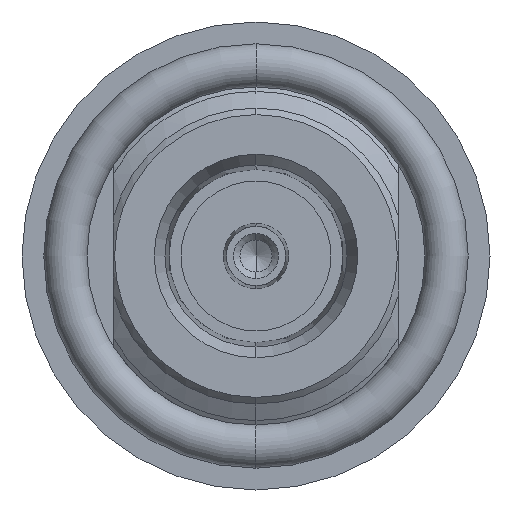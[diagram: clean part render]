
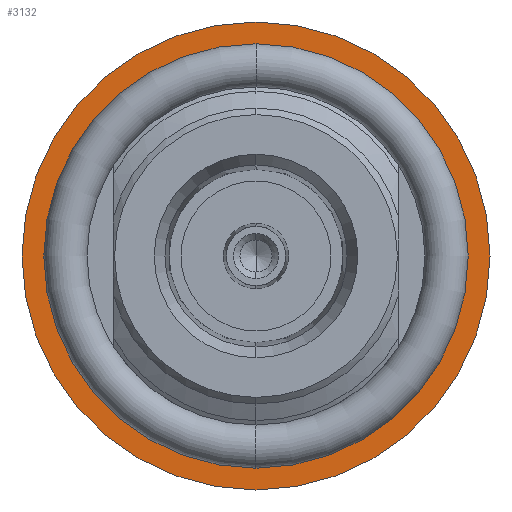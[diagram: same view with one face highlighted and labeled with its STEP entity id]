
A CAD part, left-side view. The second image highlights one B-rep face of the part: STEP entity #3132.
In plain terms, the highlighted planar face has unit normal (-1, 0, 0).
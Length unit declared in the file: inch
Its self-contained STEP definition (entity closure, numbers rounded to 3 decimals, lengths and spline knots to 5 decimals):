
#232 = CIRCLE ( 'NONE', #1699, 0.39 ) ;
#239 = CIRCLE ( 'NONE', #1701, 0.43 ) ;
#407 = CIRCLE ( 'NONE', #1788, 0.43 ) ;
#408 = CIRCLE ( 'NONE', #1790, 0.39 ) ;
#530 = CARTESIAN_POINT ( 'NONE',  ( 0.87, 0., 0. ) ) ;
#531 = DIRECTION ( 'NONE',  ( -1., 0., 0. ) ) ;
#532 = DIRECTION ( 'NONE',  ( 0., 0., 1. ) ) ;
#533 = CARTESIAN_POINT ( 'NONE',  ( 0.87, 0., 0. ) ) ;
#534 = DIRECTION ( 'NONE',  ( -1., 0., 0. ) ) ;
#535 = DIRECTION ( 'NONE',  ( 0., 0., 1. ) ) ;
#827 = CARTESIAN_POINT ( 'NONE',  ( 0.87, 0., 0.39 ) ) ;
#832 = CARTESIAN_POINT ( 'NONE',  ( 0.87, 0., -0.39 ) ) ;
#843 = CARTESIAN_POINT ( 'NONE',  ( 0.87, 0., -0.43 ) ) ;
#844 = CARTESIAN_POINT ( 'NONE',  ( 0.87, 0., 0.43 ) ) ;
#905 = VERTEX_POINT ( 'NONE', #827 ) ;
#910 = VERTEX_POINT ( 'NONE', #832 ) ;
#921 = VERTEX_POINT ( 'NONE', #843 ) ;
#922 = VERTEX_POINT ( 'NONE', #844 ) ;
#1699 = AXIS2_PLACEMENT_3D ( 'NONE', #2310, #2311, #2312 ) ;
#1701 = AXIS2_PLACEMENT_3D ( 'NONE', #2320, #2321, #2322 ) ;
#1788 = AXIS2_PLACEMENT_3D ( 'NONE', #530, #531, #532 ) ;
#1790 = AXIS2_PLACEMENT_3D ( 'NONE', #533, #534, #535 ) ;
#1882 = EDGE_LOOP ( 'NONE', ( #3308, #3309 ) ) ;
#2310 = CARTESIAN_POINT ( 'NONE',  ( 0.87, 0., 0. ) ) ;
#2311 = DIRECTION ( 'NONE',  ( -1., 0., 0. ) ) ;
#2312 = DIRECTION ( 'NONE',  ( 0., 0., 1. ) ) ;
#2320 = CARTESIAN_POINT ( 'NONE',  ( 0.87, 0., 0. ) ) ;
#2321 = DIRECTION ( 'NONE',  ( -1., 0., 0. ) ) ;
#2322 = DIRECTION ( 'NONE',  ( 0., 0., 1. ) ) ;
#3132 = ADVANCED_FACE ( 'NONE', ( #4039, #4043 ), #3853, .T. ) ;
#3306 = ORIENTED_EDGE ( 'NONE', *, *, #7206, .F. ) ;
#3307 = ORIENTED_EDGE ( 'NONE', *, *, #4625, .F. ) ;
#3308 = ORIENTED_EDGE ( 'NONE', *, *, #4629, .T. ) ;
#3309 = ORIENTED_EDGE ( 'NONE', *, *, #7205, .T. ) ;
#3568 = AXIS2_PLACEMENT_3D ( 'NONE', #3851, #3842, #3855 ) ;
#3842 = DIRECTION ( 'NONE',  ( -1., 0., 0. ) ) ;
#3851 = CARTESIAN_POINT ( 'NONE',  ( 0.87, 0., 0. ) ) ;
#3853 = PLANE ( 'NONE',  #3568 ) ;
#3855 = DIRECTION ( 'NONE',  ( 0., 0., 1. ) ) ;
#4039 = FACE_BOUND ( 'NONE', #4383, .T. ) ;
#4043 = FACE_OUTER_BOUND ( 'NONE', #1882, .T. ) ;
#4383 = EDGE_LOOP ( 'NONE', ( #3306, #3307 ) ) ;
#4625 = EDGE_CURVE ( 'NONE', #910, #905, #232, .T. ) ;
#4629 = EDGE_CURVE ( 'NONE', #922, #921, #239, .T. ) ;
#7205 = EDGE_CURVE ( 'NONE', #921, #922, #407, .T. ) ;
#7206 = EDGE_CURVE ( 'NONE', #905, #910, #408, .T. ) ;
